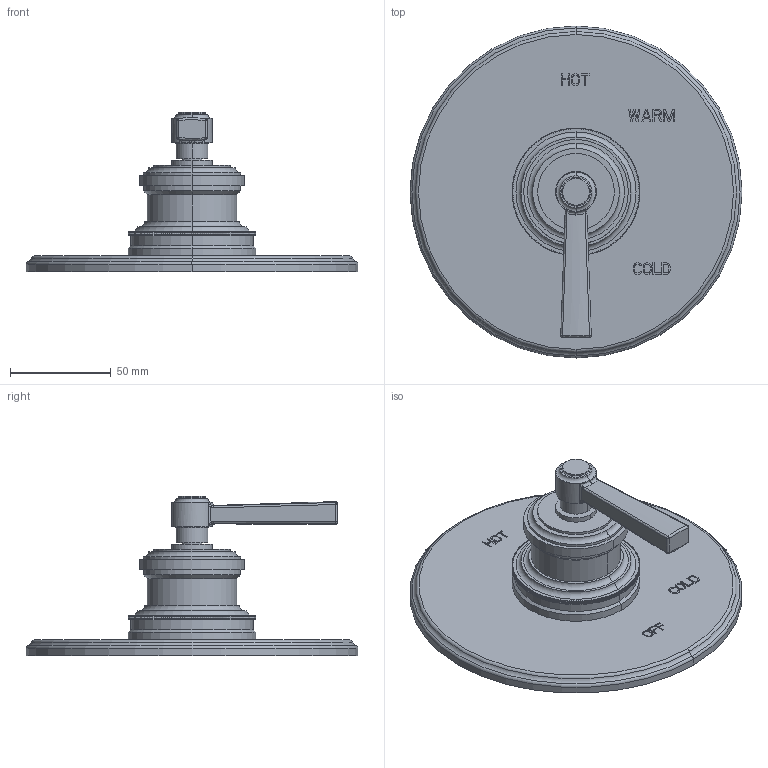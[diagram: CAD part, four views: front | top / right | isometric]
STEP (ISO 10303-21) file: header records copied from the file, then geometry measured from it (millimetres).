
FILE_DESCRIPTION((''),'2;1');
FILE_NAME('4-1624BP','2021-06-03T11:10:27',('jinson.thomas'),(''),'CREO PARAMETRIC BY PTC INC, 2018400','CREO PARAMETRIC BY PTC INC, 2018400','');
FILE_SCHEMA(('CONFIG_CONTROL_DESIGN'));
Length unit declared in the file: inch
Products named in the file (1): 4-1624BP
Bounding box: 165.1 x 165.1 x 79.53 mm (x, y, z)
Volume: 276045.9 mm3; surface area: 58712 mm2
Topology: 1 solids, 1 shells, 964 faces, 2737 edges, 1809 vertices
Faces by surface type: plane 706, cylinder 210, bspline 22, torus 18, cone 4, sphere 4
Entity records: 31689 total; most frequent: CARTESIAN_POINT 6306, ORIENTED_EDGE 5474, DIRECTION 5043, EDGE_CURVE 2737, VECTOR 2219, LINE 2219, VERTEX_POINT 1809, AXIS2_PLACEMENT_3D 1412
